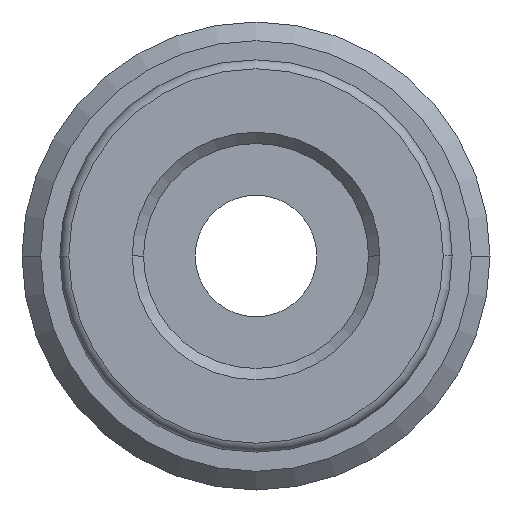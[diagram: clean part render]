
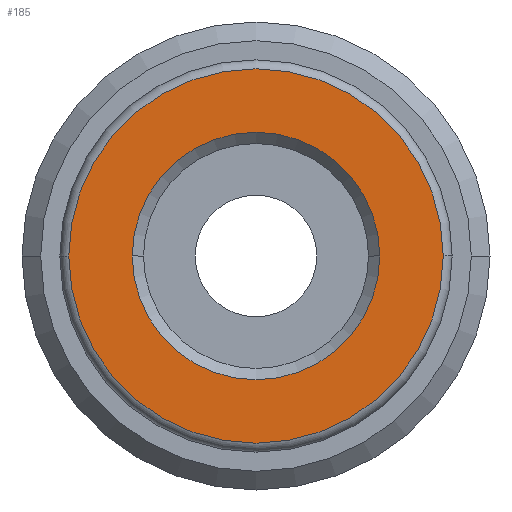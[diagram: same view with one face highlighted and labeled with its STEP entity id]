
A CAD part, front view. The second image highlights one B-rep face of the part: STEP entity #185.
In plain terms, the highlighted planar face has unit normal (0, -1, 0).
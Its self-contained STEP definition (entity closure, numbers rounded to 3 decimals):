
#185=ADVANCED_FACE('',(#380,#381),#382,.T.);
#380=FACE_BOUND('',#579,.T.);
#381=FACE_OUTER_BOUND('',#580,.T.);
#382=PLANE('',#581);
#579=EDGE_LOOP('',(#1025,#1026));
#580=EDGE_LOOP('',(#1027,#1028));
#581=AXIS2_PLACEMENT_3D('',#1029,#1030,#1031);
#1025=ORIENTED_EDGE('',*,*,#1180,.T.);
#1026=ORIENTED_EDGE('',*,*,#1217,.T.);
#1027=ORIENTED_EDGE('',*,*,#1280,.T.);
#1028=ORIENTED_EDGE('',*,*,#1138,.T.);
#1029=CARTESIAN_POINT('',(0.0,0.0,0.0));
#1030=DIRECTION('',(0.0,-1.0,0.0));
#1031=DIRECTION('',(-1.0,0.0,0.0));
#1138=EDGE_CURVE('',#1347,#1344,#1348,.T.);
#1180=EDGE_CURVE('',#1419,#1417,#1420,.T.);
#1217=EDGE_CURVE('',#1417,#1419,#1468,.T.);
#1280=EDGE_CURVE('',#1344,#1347,#1541,.T.);
#1344=VERTEX_POINT('',#1679);
#1347=VERTEX_POINT('',#1683);
#1348=CIRCLE('',#1684,4.16);
#1417=VERTEX_POINT('',#1827);
#1419=VERTEX_POINT('',#1830);
#1420=CIRCLE('',#1831,2.75);
#1468=CIRCLE('',#1929,2.75);
#1541=CIRCLE('',#2091,4.16);
#1679=CARTESIAN_POINT('',(4.16,0.0,0.0));
#1683=CARTESIAN_POINT('',(-4.16,0.0,0.));
#1684=AXIS2_PLACEMENT_3D('',#2147,#2148,#2149);
#1827=CARTESIAN_POINT('',(2.75,0.0,0.));
#1830=CARTESIAN_POINT('',(-2.75,0.0,0.));
#1831=AXIS2_PLACEMENT_3D('',#2210,#2211,#2212);
#1929=AXIS2_PLACEMENT_3D('',#2273,#2274,#2275);
#2091=AXIS2_PLACEMENT_3D('',#2342,#2343,#2344);
#2147=CARTESIAN_POINT('',(0.0,0.0,0.0));
#2148=DIRECTION('',(0.0,-1.0,0.0));
#2149=DIRECTION('',(1.0,0.0,0.0));
#2210=CARTESIAN_POINT('',(0.0,0.0,0.0));
#2211=DIRECTION('',(-0.0,1.0,0.0));
#2212=DIRECTION('',(1.0,0.0,0.0));
#2273=CARTESIAN_POINT('',(0.0,0.0,0.0));
#2274=DIRECTION('',(-0.0,1.0,0.0));
#2275=DIRECTION('',(1.0,0.0,0.0));
#2342=CARTESIAN_POINT('',(0.0,0.0,0.0));
#2343=DIRECTION('',(0.0,-1.0,0.0));
#2344=DIRECTION('',(1.0,0.0,0.0));
